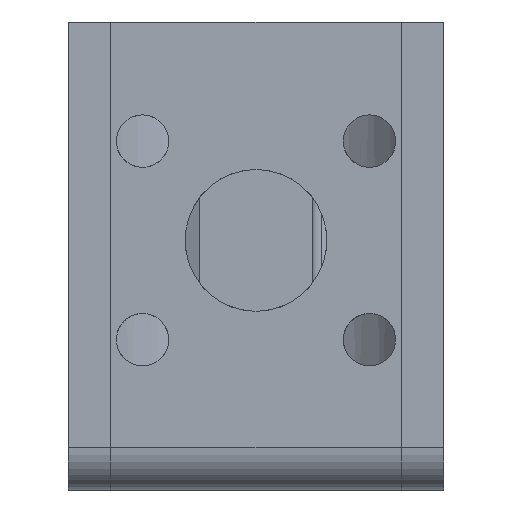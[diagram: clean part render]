
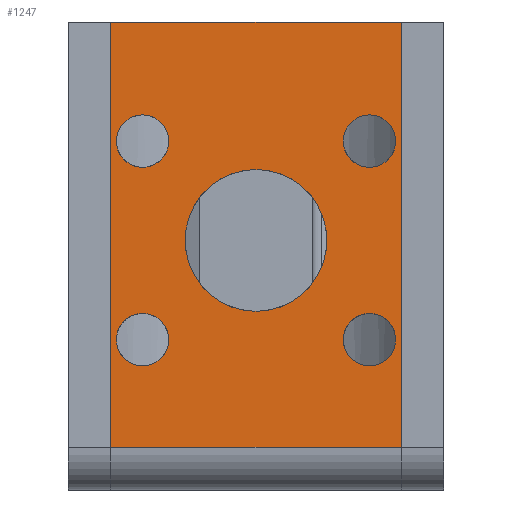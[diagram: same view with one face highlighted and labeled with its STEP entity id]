
A CAD part, front view. The second image highlights one B-rep face of the part: STEP entity #1247.
In plain terms, the highlighted planar face has unit normal (0, -1, 0).
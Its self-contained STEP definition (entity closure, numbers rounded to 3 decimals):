
#32=FACE_BOUND('',#224,.T.);
#33=FACE_BOUND('',#225,.T.);
#34=FACE_BOUND('',#226,.T.);
#35=FACE_BOUND('',#227,.T.);
#36=FACE_BOUND('',#228,.T.);
#86=PLANE('',#1392);
#141=FACE_OUTER_BOUND('',#223,.T.);
#223=EDGE_LOOP('',(#1109,#1110,#1111,#1112));
#224=EDGE_LOOP('',(#1113));
#225=EDGE_LOOP('',(#1114));
#226=EDGE_LOOP('',(#1115));
#227=EDGE_LOOP('',(#1116));
#228=EDGE_LOOP('',(#1117));
#315=LINE('',#2356,#420);
#328=LINE('',#2386,#433);
#332=LINE('',#2411,#437);
#333=LINE('',#2422,#438);
#420=VECTOR('',#1652,10.);
#433=VECTOR('',#1675,10.);
#437=VECTOR('',#1711,10.);
#438=VECTOR('',#1726,10.);
#504=CIRCLE('',#1393,1.85);
#505=CIRCLE('',#1394,1.85);
#506=CIRCLE('',#1395,1.85);
#507=CIRCLE('',#1396,5.);
#508=CIRCLE('',#1397,1.85);
#598=VERTEX_POINT('',#2353);
#599=VERTEX_POINT('',#2355);
#610=VERTEX_POINT('',#2383);
#611=VERTEX_POINT('',#2385);
#620=VERTEX_POINT('',#2424);
#621=VERTEX_POINT('',#2426);
#622=VERTEX_POINT('',#2428);
#623=VERTEX_POINT('',#2430);
#624=VERTEX_POINT('',#2432);
#755=EDGE_CURVE('',#599,#598,#315,.T.);
#771=EDGE_CURVE('',#611,#610,#328,.T.);
#785=EDGE_CURVE('',#599,#610,#332,.T.);
#790=EDGE_CURVE('',#598,#611,#333,.T.);
#791=EDGE_CURVE('',#620,#620,#504,.T.);
#792=EDGE_CURVE('',#621,#621,#505,.T.);
#793=EDGE_CURVE('',#622,#622,#506,.T.);
#794=EDGE_CURVE('',#623,#623,#507,.T.);
#795=EDGE_CURVE('',#624,#624,#508,.T.);
#1109=ORIENTED_EDGE('',*,*,#771,.T.);
#1110=ORIENTED_EDGE('',*,*,#785,.F.);
#1111=ORIENTED_EDGE('',*,*,#755,.T.);
#1112=ORIENTED_EDGE('',*,*,#790,.T.);
#1113=ORIENTED_EDGE('',*,*,#791,.T.);
#1114=ORIENTED_EDGE('',*,*,#792,.T.);
#1115=ORIENTED_EDGE('',*,*,#793,.T.);
#1116=ORIENTED_EDGE('',*,*,#794,.T.);
#1117=ORIENTED_EDGE('',*,*,#795,.T.);
#1247=ADVANCED_FACE('',(#141,#32,#33,#34,#35,#36),#86,.F.);
#1392=AXIS2_PLACEMENT_3D('',#2423,#1727,#1728);
#1393=AXIS2_PLACEMENT_3D('',#2425,#1729,#1730);
#1394=AXIS2_PLACEMENT_3D('',#2427,#1731,#1732);
#1395=AXIS2_PLACEMENT_3D('',#2429,#1733,#1734);
#1396=AXIS2_PLACEMENT_3D('',#2431,#1735,#1736);
#1397=AXIS2_PLACEMENT_3D('',#2433,#1737,#1738);
#1652=DIRECTION('',(0.,0.,1.));
#1675=DIRECTION('',(0.,0.,-1.));
#1711=DIRECTION('',(-1.,0.,0.));
#1726=DIRECTION('',(-1.,0.,0.));
#1727=DIRECTION('center_axis',(0.,1.,0.));
#1728=DIRECTION('ref_axis',(0.,0.,1.));
#1729=DIRECTION('center_axis',(0.,1.,0.));
#1730=DIRECTION('ref_axis',(1.,0.,0.));
#1731=DIRECTION('center_axis',(0.,1.,0.));
#1732=DIRECTION('ref_axis',(1.,0.,0.));
#1733=DIRECTION('center_axis',(0.,1.,0.));
#1734=DIRECTION('ref_axis',(1.,0.,0.));
#1735=DIRECTION('center_axis',(0.,1.,0.));
#1736=DIRECTION('ref_axis',(1.,0.,0.));
#1737=DIRECTION('center_axis',(0.,1.,0.));
#1738=DIRECTION('ref_axis',(1.,0.,0.));
#2353=CARTESIAN_POINT('',(10.25,-1.5,30.));
#2355=CARTESIAN_POINT('',(10.25,-1.5,0.));
#2356=CARTESIAN_POINT('',(10.25,-1.5,0.));
#2383=CARTESIAN_POINT('',(-10.25,-1.5,0.));
#2385=CARTESIAN_POINT('',(-10.25,-1.5,30.));
#2386=CARTESIAN_POINT('',(-10.25,-1.5,0.));
#2411=CARTESIAN_POINT('',(0.,-1.5,0.));
#2422=CARTESIAN_POINT('',(-13.25,-1.5,30.));
#2423=CARTESIAN_POINT('Origin',(0.,-1.5,0.));
#2424=CARTESIAN_POINT('',(6.15,-1.5,7.6));
#2425=CARTESIAN_POINT('Origin',(8.,-1.5,7.6));
#2426=CARTESIAN_POINT('',(-9.85,-1.5,7.6));
#2427=CARTESIAN_POINT('Origin',(-8.,-1.5,7.6));
#2428=CARTESIAN_POINT('',(-9.85,-1.5,21.6));
#2429=CARTESIAN_POINT('Origin',(-8.,-1.5,21.6));
#2430=CARTESIAN_POINT('',(-5.,-1.5,14.6));
#2431=CARTESIAN_POINT('Origin',(0.,-1.5,14.6));
#2432=CARTESIAN_POINT('',(6.15,-1.5,21.6));
#2433=CARTESIAN_POINT('Origin',(8.,-1.5,21.6));
